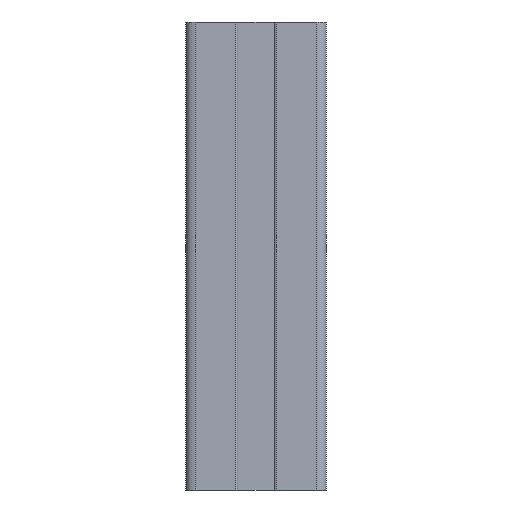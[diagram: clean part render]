
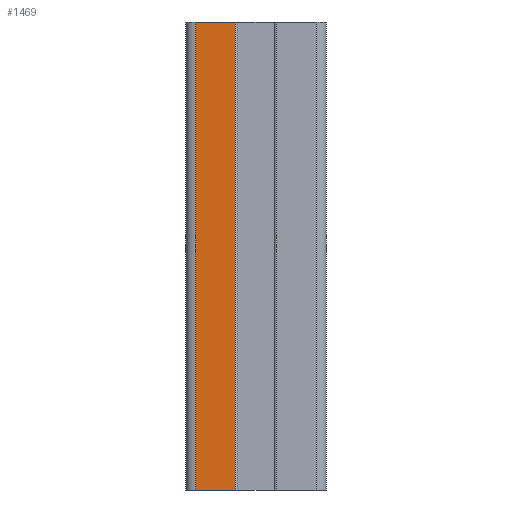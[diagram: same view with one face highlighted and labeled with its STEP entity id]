
A CAD part, left-side view. The second image highlights one B-rep face of the part: STEP entity #1469.
In plain terms, the highlighted planar face has unit normal (-1, 0, 0).
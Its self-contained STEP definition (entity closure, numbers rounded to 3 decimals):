
#11 = LINE ( 'NONE', #274, #1021 ) ;
#229 = EDGE_LOOP ( 'NONE', ( #3385, #1646, #3463, #4140 ) ) ;
#252 = DIRECTION ( 'NONE',  ( 0., -1., 0. ) ) ;
#274 = CARTESIAN_POINT ( 'NONE',  ( -15., 13., -50. ) ) ;
#849 = EDGE_CURVE ( 'NONE', #2348, #1149, #11, .T. ) ;
#926 = LINE ( 'NONE', #952, #4256 ) ;
#952 = CARTESIAN_POINT ( 'NONE',  ( -15., 13., 50. ) ) ;
#1002 = CARTESIAN_POINT ( 'NONE',  ( -15., 13., 50. ) ) ;
#1021 = VECTOR ( 'NONE', #252, 1000. ) ;
#1127 = CARTESIAN_POINT ( 'NONE',  ( -15., 4.4, 50. ) ) ;
#1149 = VERTEX_POINT ( 'NONE', #2843 ) ;
#1236 = CARTESIAN_POINT ( 'NONE',  ( -15., 13., 50. ) ) ;
#1393 = DIRECTION ( 'NONE',  ( 0., 0., -1. ) ) ;
#1469 = ADVANCED_FACE ( 'NONE', ( #4274 ), #2997, .F. ) ;
#1528 = DIRECTION ( 'NONE',  ( 0., -1., 0. ) ) ;
#1616 = VECTOR ( 'NONE', #1528, 1000. ) ;
#1619 = DIRECTION ( 'NONE',  ( 0., 1., 0. ) ) ;
#1646 = ORIENTED_EDGE ( 'NONE', *, *, #3058, .F. ) ;
#1883 = LINE ( 'NONE', #1236, #1616 ) ;
#2041 = CARTESIAN_POINT ( 'NONE',  ( -15., 4.4, 50. ) ) ;
#2068 = EDGE_CURVE ( 'NONE', #2898, #2348, #926, .T. ) ;
#2348 = VERTEX_POINT ( 'NONE', #4127 ) ;
#2351 = AXIS2_PLACEMENT_3D ( 'NONE', #3273, #3948, #1619 ) ;
#2526 = VECTOR ( 'NONE', #1393, 1000. ) ;
#2843 = CARTESIAN_POINT ( 'NONE',  ( -15., 4.4, -50. ) ) ;
#2898 = VERTEX_POINT ( 'NONE', #1002 ) ;
#2997 = PLANE ( 'NONE',  #2351 ) ;
#3058 = EDGE_CURVE ( 'NONE', #3118, #1149, #3421, .T. ) ;
#3118 = VERTEX_POINT ( 'NONE', #1127 ) ;
#3273 = CARTESIAN_POINT ( 'NONE',  ( -15., 13., 50. ) ) ;
#3385 = ORIENTED_EDGE ( 'NONE', *, *, #849, .T. ) ;
#3421 = LINE ( 'NONE', #2041, #2526 ) ;
#3448 = EDGE_CURVE ( 'NONE', #2898, #3118, #1883, .T. ) ;
#3463 = ORIENTED_EDGE ( 'NONE', *, *, #3448, .F. ) ;
#3914 = DIRECTION ( 'NONE',  ( 0., 0., -1. ) ) ;
#3948 = DIRECTION ( 'NONE',  ( 1., 0., 0. ) ) ;
#4127 = CARTESIAN_POINT ( 'NONE',  ( -15., 13., -50. ) ) ;
#4140 = ORIENTED_EDGE ( 'NONE', *, *, #2068, .T. ) ;
#4256 = VECTOR ( 'NONE', #3914, 1000. ) ;
#4274 = FACE_OUTER_BOUND ( 'NONE', #229, .T. ) ;
